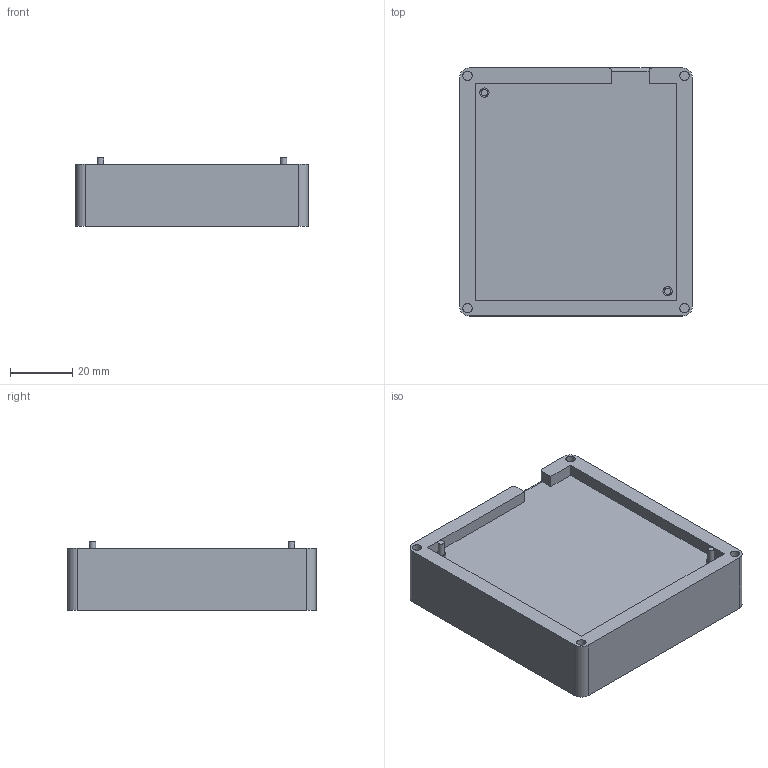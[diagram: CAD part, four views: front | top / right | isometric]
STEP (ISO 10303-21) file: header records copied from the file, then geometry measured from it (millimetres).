
FILE_DESCRIPTION(('FreeCAD Model'),'2;1');
FILE_NAME('Open CASCADE Shape Model','2025-10-01T21:33:32',('Author'),( ''),'Open CASCADE STEP processor 7.8','FreeCAD','Unknown');
FILE_SCHEMA(('AUTOMOTIVE_DESIGN { 1 0 10303 214 1 1 1 1 }'));
Length unit declared in the file: millimetre
Products named in the file (1): Body
Bounding box: 75 x 80 x 22 mm (x, y, z)
Volume: 101287.2 mm3; surface area: 19335 mm2
Topology: 1 solids, 1 shells, 37 faces, 79 edges, 52 vertices
Faces by surface type: plane 22, cylinder 15
Full cylindrical faces by diameter (mm): 2.05 x2, 3 x6
Entity records: 1027 total; most frequent: DIRECTION 183, CARTESIAN_POINT 169, ORIENTED_EDGE 158, EDGE_CURVE 79, AXIS2_PLACEMENT_3D 66, VERTEX_POINT 52, LINE 51, VECTOR 51
